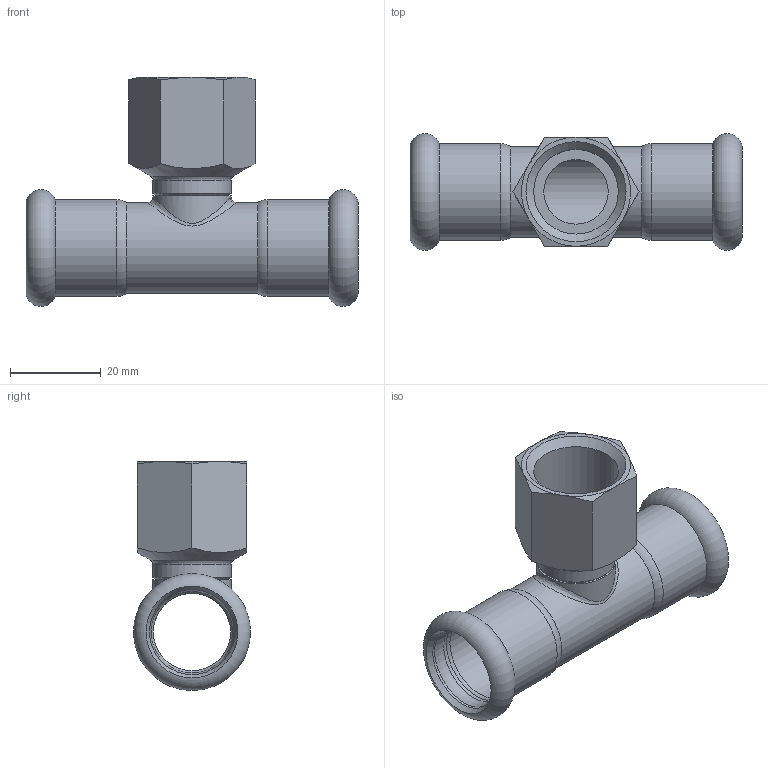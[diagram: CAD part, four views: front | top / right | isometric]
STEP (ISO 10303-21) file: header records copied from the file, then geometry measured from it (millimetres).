
FILE_DESCRIPTION(/* description */ ('TEE con Derivazione Filettata Femmina 1/2"x18'),/* implementation_level */ '2;1');
FILE_NAME(/* name */ '389102018_Steelpres.stp',/* time_stamp */ '2022-10-21T15:45:30+02:00',/* author */ ('Vault'),/* organization */ ('Raccorderie metalliche s.p.a. '),/* preprocessor_version */ 'ST-DEVELOPER v18.1',/* originating_system */ 'Autodesk Inventor 2020',/* authorisation */ 'Raccorderie metalliche s.p.a. ');
FILE_SCHEMA (('AUTOMOTIVE_DESIGN { 1 0 10303 214 3 1 1 }'));
Length unit declared in the file: millimetre
Products named in the file (1): 389102018_Steelpres
Bounding box: 73 x 25.71 x 50.35 mm (x, y, z)
Volume: 13180.7 mm3; surface area: 13215 mm2
Topology: 1 solids, 1 shells, 50 faces, 151 edges, 105 vertices
Faces by surface type: cylinder 15, cone 12, torus 11, plane 10, bspline 2
Full cylindrical faces by diameter (mm): 14.2 x1, 14.8 x1, 17 x1, 17.2 x2, 18.3 x2, 18.631 x1, 18.7 x4, 20 x1, 21.3 x2
Entity records: 2161 total; most frequent: CARTESIAN_POINT 678, DIRECTION 325, ORIENTED_EDGE 306, EDGE_CURVE 153, AXIS2_PLACEMENT_3D 148, VERTEX_POINT 107, CIRCLE 99, EDGE_LOOP 56
